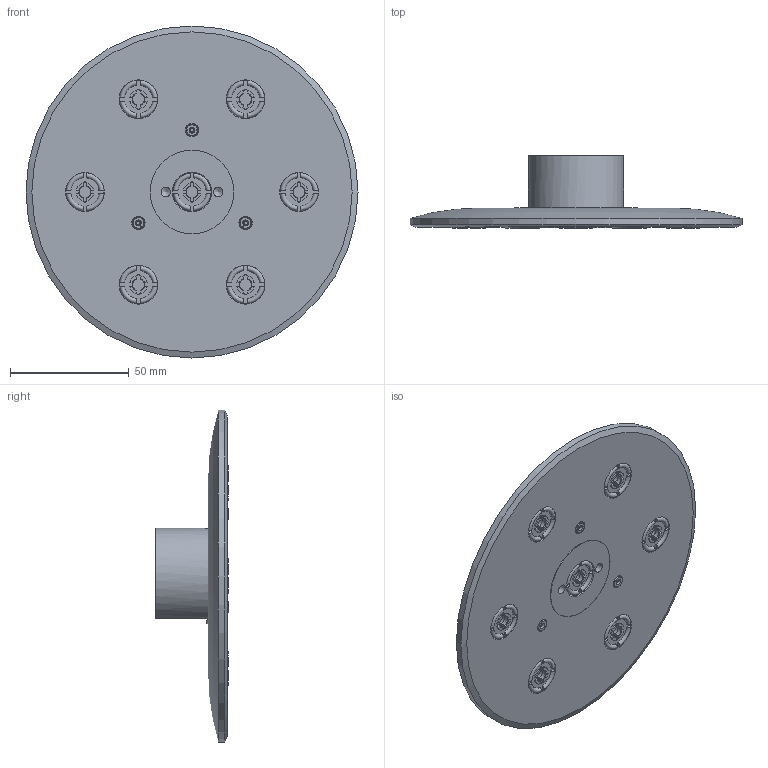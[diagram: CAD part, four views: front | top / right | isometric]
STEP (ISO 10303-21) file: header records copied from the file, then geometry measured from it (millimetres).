
FILE_DESCRIPTION(/* description */ ('STEP AP214'),/* implementation_level */ '2;1');
FILE_NAME(/* name */ '574567_OGGB-140-G18-2',/* time_stamp */ '2024-09-13T10:21:24+02:00',/* author */ ('License CC BY-ND 4.0'),/* organization */ ('CADENAS'),/* preprocessor_version */ 'ST-DEVELOPER v19.3',/* originating_system */ 'PARTsolutions',/* authorisation */ ' ');
FILE_SCHEMA (('AUTOMOTIVE_DESIGN {1 0 10303 214 3 1 1}'));
Length unit declared in the file: millimetre
Products named in the file (3): 574567 OGGB-140-G18-2; 574567 OGGB-140-G18-2-P1; 116515 G1/8
Assembly tree (2 placements, depth 2):
  574567 OGGB-140-G18-2
    574567 OGGB-140-G18-2-P1
    116515 G1/8
Bounding box: 139.5 x 30.4 x 139.5 mm (x, y, z)
Volume: 130342.3 mm3; surface area: 37947.1 mm2
Topology: 2 solids, 2 shells, 403 faces, 973 edges, 635 vertices
Faces by surface type: plane 197, cylinder 98, cone 76, torus 32
Full cylindrical faces by diameter (mm): 1.7 x3, 4 x2, 4.134 x4, 8.566 x2, 9.728 x3, 16 x7, 35.2 x1, 40 x1, 139.5 x1
Entity records: 14665 total; most frequent: CARTESIAN_POINT 2589, DIRECTION 1928, ORIENTED_EDGE 1814, EDGE_CURVE 907, AXIS2_PLACEMENT_3D 773, VERTEX_POINT 628, FACE_BOUND 523, EDGE_LOOP 520
